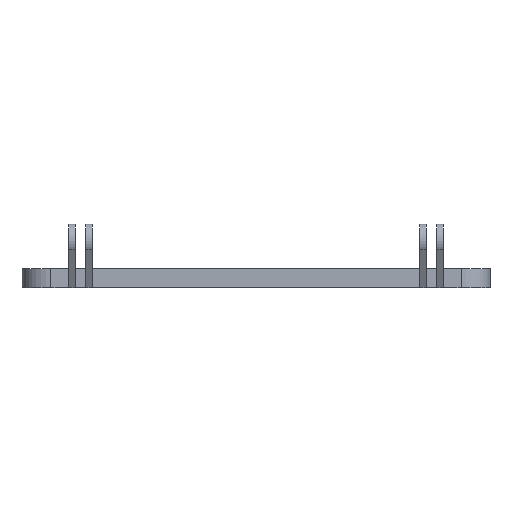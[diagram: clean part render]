
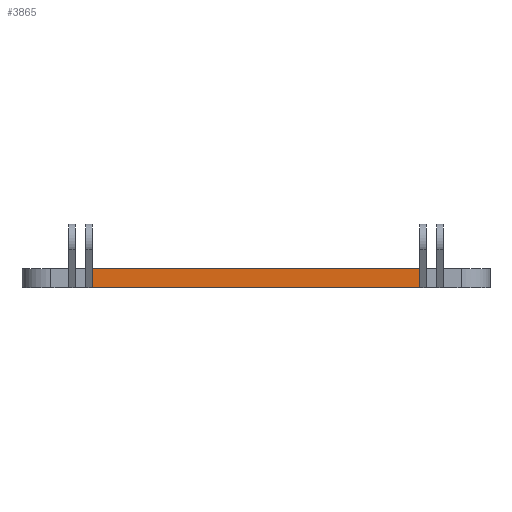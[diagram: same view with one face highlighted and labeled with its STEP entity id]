
A CAD part, front view. The second image highlights one B-rep face of the part: STEP entity #3865.
In plain terms, the highlighted planar face has unit normal (0, -1, 0).
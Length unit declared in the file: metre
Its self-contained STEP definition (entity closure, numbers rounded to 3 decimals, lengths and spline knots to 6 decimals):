
#182=LINE('',#5808,#460);
#234=LINE('',#5988,#512);
#235=LINE('',#5991,#513);
#236=LINE('',#5992,#514);
#460=VECTOR('',#4615,1.);
#512=VECTOR('',#4749,1.);
#513=VECTOR('',#4750,1.);
#514=VECTOR('',#4751,1.);
#860=ORIENTED_EDGE('',*,*,#1962,.F.);
#861=ORIENTED_EDGE('',*,*,#1963,.F.);
#862=ORIENTED_EDGE('',*,*,#1872,.T.);
#863=ORIENTED_EDGE('',*,*,#1964,.T.);
#1872=EDGE_CURVE('',#2425,#2424,#182,.T.);
#1962=EDGE_CURVE('',#2512,#2513,#234,.T.);
#1963=EDGE_CURVE('',#2425,#2512,#235,.T.);
#1964=EDGE_CURVE('',#2424,#2513,#236,.T.);
#2424=VERTEX_POINT('',#5807);
#2425=VERTEX_POINT('',#5809);
#2512=VERTEX_POINT('',#5989);
#2513=VERTEX_POINT('',#5990);
#3072=EDGE_LOOP('',(#860,#861,#862,#863));
#3438=FACE_BOUND('',#3072,.T.);
#3767=PLANE('',#4160);
#3865=ADVANCED_FACE('',(#3438),#3767,.F.);
#4160=AXIS2_PLACEMENT_3D('',#5987,#4747,#4748);
#4615=DIRECTION('',(1.,0.,0.));
#4747=DIRECTION('',(0.,1.,0.));
#4748=DIRECTION('',(0.,0.,1.));
#4749=DIRECTION('',(1.,0.,0.));
#4750=DIRECTION('',(0.,0.,1.));
#4751=DIRECTION('',(0.,0.,1.));
#5807=CARTESIAN_POINT('',(0.1581,0.019521,-0.003665));
#5808=CARTESIAN_POINT('',(0.0844,0.019521,-0.003665));
#5809=CARTESIAN_POINT('',(0.0107,0.019521,-0.003665));
#5987=CARTESIAN_POINT('',(0.0844,0.019521,-0.001665));
#5988=CARTESIAN_POINT('',(-0.063883,0.019521,0.004995));
#5989=CARTESIAN_POINT('',(0.0107,0.019521,0.004995));
#5990=CARTESIAN_POINT('',(0.1581,0.019521,0.004995));
#5991=CARTESIAN_POINT('',(0.0107,0.019521,0.010663));
#5992=CARTESIAN_POINT('',(0.1581,0.019521,0.010663));
